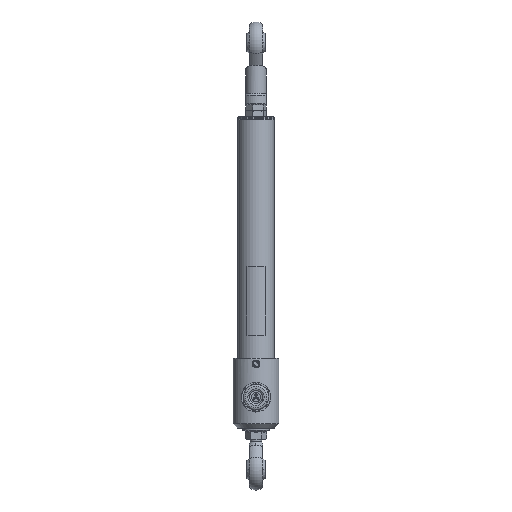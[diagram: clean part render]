
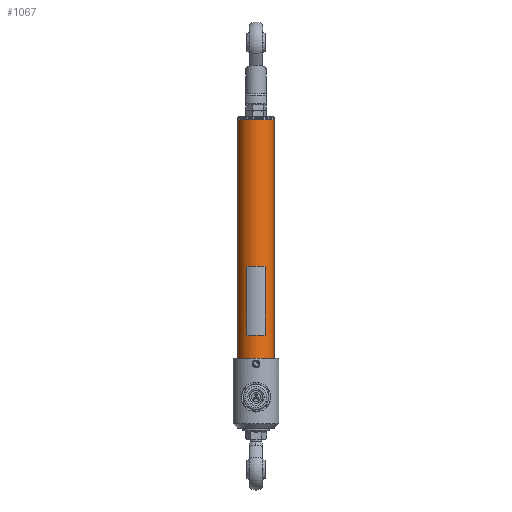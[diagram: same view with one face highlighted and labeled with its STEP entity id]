
A CAD part, front view. The second image highlights one B-rep face of the part: STEP entity #1067.
In plain terms, the highlighted cylindrical face has radius 8 mm (diameter 16 mm), a partial arc.
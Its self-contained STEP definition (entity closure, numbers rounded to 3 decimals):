
#1014 = VERTEX_POINT ( 'NONE', #5157 ) ;
#1020 = EDGE_LOOP ( 'NONE', ( #1055, #1111, #1608, #1542 ) ) ;
#1034 = VERTEX_POINT ( 'NONE', #5208 ) ;
#1049 = EDGE_CURVE ( 'NONE', #1057, #1014, #5263, .T. ) ;
#1055 = ORIENTED_EDGE ( 'NONE', *, *, #1049, .F. ) ;
#1057 = VERTEX_POINT ( 'NONE', #5264 ) ;
#1061 = EDGE_CURVE ( 'NONE', #1065, #1034, #5254, .T. ) ;
#1065 = VERTEX_POINT ( 'NONE', #5279 ) ;
#1067 = ADVANCED_FACE ( 'NONE', ( #5247 ), #5271, .T. ) ;
#1111 = ORIENTED_EDGE ( 'NONE', *, *, #1607, .T. ) ;
#1542 = ORIENTED_EDGE ( 'NONE', *, *, #1609, .T. ) ;
#1607 = EDGE_CURVE ( 'NONE', #1057, #1065, #6935, .T. ) ;
#1608 = ORIENTED_EDGE ( 'NONE', *, *, #1061, .T. ) ;
#1609 = EDGE_CURVE ( 'NONE', #1034, #1014, #6941, .T. ) ;
#5157 = CARTESIAN_POINT ( 'NONE',  ( -8., 0., -0.15 ) ) ;
#5208 = CARTESIAN_POINT ( 'NONE',  ( 8., 0., -0.15 ) ) ;
#5247 = FACE_OUTER_BOUND ( 'NONE', #1020, .T. ) ;
#5254 = LINE ( 'NONE', #5288, #5285 ) ;
#5260 = DIRECTION ( 'NONE',  ( 0., 0., 1. ) ) ;
#5261 = VECTOR ( 'NONE', #5260, 1000. ) ;
#5262 = CARTESIAN_POINT ( 'NONE',  ( -8., 0., -113.7 ) ) ;
#5263 = LINE ( 'NONE', #5262, #5261 ) ;
#5264 = CARTESIAN_POINT ( 'NONE',  ( -8., 0., -104.5 ) ) ;
#5271 = CYLINDRICAL_SURFACE ( 'NONE', #5289, 8. ) ;
#5279 = CARTESIAN_POINT ( 'NONE',  ( 8., 0., -104.5 ) ) ;
#5284 = DIRECTION ( 'NONE',  ( 0., 0., 1. ) ) ;
#5285 = VECTOR ( 'NONE', #5284, 1000. ) ;
#5286 = CARTESIAN_POINT ( 'NONE',  ( 0., 0., -113.7 ) ) ;
#5288 = CARTESIAN_POINT ( 'NONE',  ( 8., 0., -113.7 ) ) ;
#5289 = AXIS2_PLACEMENT_3D ( 'NONE', #5286, #5302, #5301 ) ;
#5301 = DIRECTION ( 'NONE',  ( 1., 0., 0. ) ) ;
#5302 = DIRECTION ( 'NONE',  ( 0., 0., 1. ) ) ;
#6935 = CIRCLE ( 'NONE', #6980, 8. ) ;
#6941 = CIRCLE ( 'NONE', #6975, 8. ) ;
#6972 = DIRECTION ( 'NONE',  ( 1., 0., 0. ) ) ;
#6973 = DIRECTION ( 'NONE',  ( 0., 0., -1. ) ) ;
#6974 = CARTESIAN_POINT ( 'NONE',  ( 0., 0., -0.15 ) ) ;
#6975 = AXIS2_PLACEMENT_3D ( 'NONE', #6974, #6973, #6972 ) ;
#6979 = DIRECTION ( 'NONE',  ( -1., 0., 0. ) ) ;
#6980 = AXIS2_PLACEMENT_3D ( 'NONE', #6984, #6985, #6979 ) ;
#6984 = CARTESIAN_POINT ( 'NONE',  ( 0., 0., -104.5 ) ) ;
#6985 = DIRECTION ( 'NONE',  ( 0., 0., 1. ) ) ;
